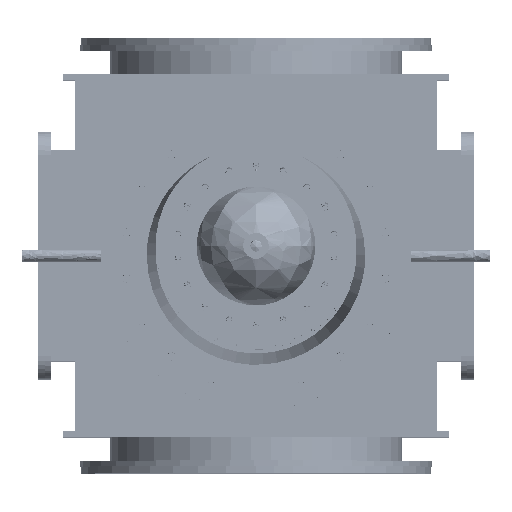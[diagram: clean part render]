
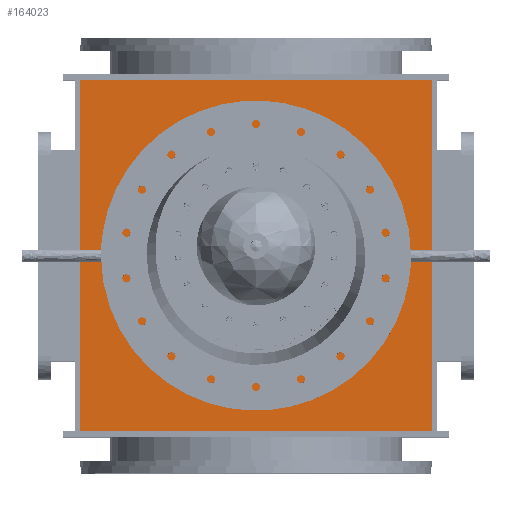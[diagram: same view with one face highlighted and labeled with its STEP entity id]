
A CAD part, top view. The second image highlights one B-rep face of the part: STEP entity #164023.
In plain terms, the highlighted free-form (B-spline) face has degree [1, 1] with [2, 2] control points.
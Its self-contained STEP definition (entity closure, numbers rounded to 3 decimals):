
#163980 = VERTEX_POINT('',#163981);
#163981 = CARTESIAN_POINT('',(-640.298,0.,1176.763));
#163999 = VERTEX_POINT('',#164000);
#164000 = CARTESIAN_POINT('',(640.298,0.,
    1176.763));
#164005 = EDGE_CURVE('',#163980,#163999,#164006,.T.);
#164006 = ( BOUNDED_CURVE() B_SPLINE_CURVE(2,(#164007,#164008,#164009,
#164010,#164011),.UNSPECIFIED.,.F.,.F.) B_SPLINE_CURVE_WITH_KNOTS((3,2,3
    ),(3.142,4.712,6.283),
.PIECEWISE_BEZIER_KNOTS.) CURVE() GEOMETRIC_REPRESENTATION_ITEM() 
RATIONAL_B_SPLINE_CURVE((1.,0.707,1.,0.707,1.)) 
REPRESENTATION_ITEM('') );
#164007 = CARTESIAN_POINT('',(-640.298,0.,
    1176.763));
#164008 = CARTESIAN_POINT('',(-640.298,-640.298,
    1176.763));
#164009 = CARTESIAN_POINT('',(0.,-640.298,
    1176.763));
#164010 = CARTESIAN_POINT('',(640.298,-640.298,
    1176.763));
#164011 = CARTESIAN_POINT('',(640.298,0.,
    1176.763));
#164023 = ADVANCED_FACE('',(#164024,#164054),#164065,.F.);
#164024 = FACE_BOUND('',#164025,.T.);
#164025 = EDGE_LOOP('',(#164026,#164035,#164042,#164049));
#164026 = ORIENTED_EDGE('',*,*,#164027,.T.);
#164027 = EDGE_CURVE('',#164028,#164030,#164032,.T.);
#164028 = VERTEX_POINT('',#164029);
#164029 = CARTESIAN_POINT('',(1038.321,-1038.321,
    1176.763));
#164030 = VERTEX_POINT('',#164031);
#164031 = CARTESIAN_POINT('',(1038.321,1038.321,
    1176.763));
#164032 = B_SPLINE_CURVE_WITH_KNOTS('',1,(#164033,#164034),
  .UNSPECIFIED.,.F.,.F.,(2,2),(0.,1500.),.PIECEWISE_BEZIER_KNOTS.);
#164033 = CARTESIAN_POINT('',(1038.321,-1038.321,
    1176.763));
#164034 = CARTESIAN_POINT('',(1038.321,1038.321,
    1176.763));
#164035 = ORIENTED_EDGE('',*,*,#164036,.T.);
#164036 = EDGE_CURVE('',#164030,#164037,#164039,.T.);
#164037 = VERTEX_POINT('',#164038);
#164038 = CARTESIAN_POINT('',(-1038.321,1038.321,
    1176.763));
#164039 = B_SPLINE_CURVE_WITH_KNOTS('',1,(#164040,#164041),
  .UNSPECIFIED.,.F.,.F.,(2,2),(-1500.,-0.),.PIECEWISE_BEZIER_KNOTS.);
#164040 = CARTESIAN_POINT('',(1038.321,1038.321,
    1176.763));
#164041 = CARTESIAN_POINT('',(-1038.321,1038.321,
    1176.763));
#164042 = ORIENTED_EDGE('',*,*,#164043,.T.);
#164043 = EDGE_CURVE('',#164037,#164044,#164046,.T.);
#164044 = VERTEX_POINT('',#164045);
#164045 = CARTESIAN_POINT('',(-1038.321,-1038.321,
    1176.763));
#164046 = B_SPLINE_CURVE_WITH_KNOTS('',1,(#164047,#164048),
  .UNSPECIFIED.,.F.,.F.,(2,2),(-1500.,-0.),.PIECEWISE_BEZIER_KNOTS.);
#164047 = CARTESIAN_POINT('',(-1038.321,1038.321,
    1176.763));
#164048 = CARTESIAN_POINT('',(-1038.321,-1038.321,
    1176.763));
#164049 = ORIENTED_EDGE('',*,*,#164050,.T.);
#164050 = EDGE_CURVE('',#164044,#164028,#164051,.T.);
#164051 = B_SPLINE_CURVE_WITH_KNOTS('',1,(#164052,#164053),
  .UNSPECIFIED.,.F.,.F.,(2,2),(0.,1500.),.PIECEWISE_BEZIER_KNOTS.);
#164052 = CARTESIAN_POINT('',(-1038.321,-1038.321,
    1176.763));
#164053 = CARTESIAN_POINT('',(1038.321,-1038.321,
    1176.763));
#164054 = FACE_BOUND('',#164055,.T.);
#164055 = EDGE_LOOP('',(#164056,#164057));
#164056 = ORIENTED_EDGE('',*,*,#164005,.F.);
#164057 = ORIENTED_EDGE('',*,*,#164058,.F.);
#164058 = EDGE_CURVE('',#163999,#163980,#164059,.T.);
#164059 = ( BOUNDED_CURVE() B_SPLINE_CURVE(2,(#164060,#164061,#164062,
#164063,#164064),.UNSPECIFIED.,.F.,.F.) B_SPLINE_CURVE_WITH_KNOTS((3,2,3
),(0.,1.571,3.142),.PIECEWISE_BEZIER_KNOTS.) CURVE() 
GEOMETRIC_REPRESENTATION_ITEM() RATIONAL_B_SPLINE_CURVE((1.,
0.707,1.,0.707,1.)) REPRESENTATION_ITEM('') );
#164060 = CARTESIAN_POINT('',(640.298,0.,1176.763));
#164061 = CARTESIAN_POINT('',(640.298,640.298,
    1176.763));
#164062 = CARTESIAN_POINT('',(0.,640.298,
    1176.763));
#164063 = CARTESIAN_POINT('',(-640.298,640.298,
    1176.763));
#164064 = CARTESIAN_POINT('',(-640.298,0.,
    1176.763));
#164065 = B_SPLINE_SURFACE_WITH_KNOTS('',1,1,(
    (#164066,#164067)
    ,(#164068,#164069
    )),.UNSPECIFIED.,.F.,.F.,.F.,(2,2),(2,2),(-750.,750.),(-750.,750.),
  .PIECEWISE_BEZIER_KNOTS.);
#164066 = CARTESIAN_POINT('',(1038.321,-1038.321,
    1176.763));
#164067 = CARTESIAN_POINT('',(1038.321,1038.321,
    1176.763));
#164068 = CARTESIAN_POINT('',(-1038.321,-1038.321,
    1176.763));
#164069 = CARTESIAN_POINT('',(-1038.321,1038.321,
    1176.763));
